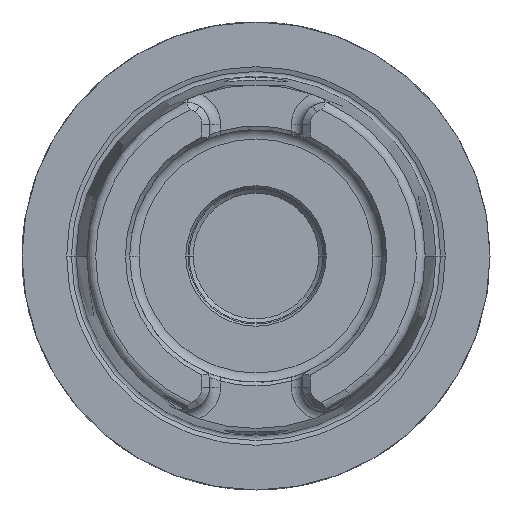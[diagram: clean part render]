
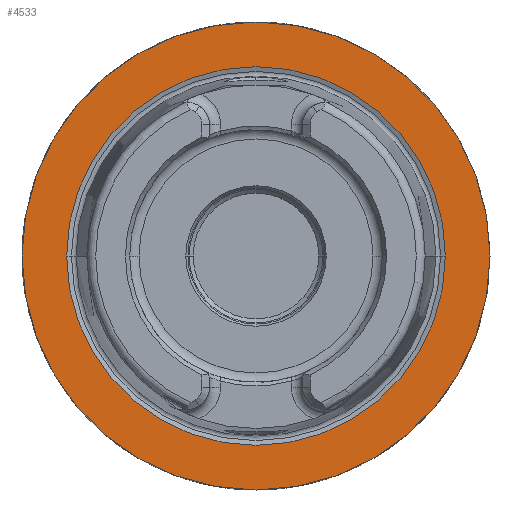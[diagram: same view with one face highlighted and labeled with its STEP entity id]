
A CAD part, left-side view. The second image highlights one B-rep face of the part: STEP entity #4533.
In plain terms, the highlighted planar face has unit normal (-1, 0, 0).
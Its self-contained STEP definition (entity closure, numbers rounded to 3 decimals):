
#1068=CARTESIAN_POINT('',(0.,0.,0.));
#1069=DIRECTION('',(1.,0.,0.));
#1070=DIRECTION('',(0.,1.,0.));
#1071=AXIS2_PLACEMENT_3D('',#1068,#1069,#1070);
#1073=CARTESIAN_POINT('',(0.,0.,0.));
#1074=DIRECTION('',(-1.,0.,0.));
#1075=DIRECTION('',(0.,1.,0.));
#1076=AXIS2_PLACEMENT_3D('',#1073,#1074,#1075);
#1078=CARTESIAN_POINT('',(0.,0.,0.));
#1079=DIRECTION('',(-1.,0.,0.));
#1080=DIRECTION('',(0.,-1.,0.));
#1081=AXIS2_PLACEMENT_3D('',#1078,#1079,#1080);
#1083=CARTESIAN_POINT('',(0.,0.,0.));
#1084=DIRECTION('',(-1.,0.,0.));
#1085=DIRECTION('',(0.,1.,0.));
#1086=AXIS2_PLACEMENT_3D('',#1083,#1084,#1085);
#2786=CARTESIAN_POINT('',(0.,31.5,0.));
#2787=CARTESIAN_POINT('',(0.,-31.5,0.));
#2788=VERTEX_POINT('',#2786);
#2789=VERTEX_POINT('',#2787);
#2814=CARTESIAN_POINT('',(0.,-25.49,0.));
#2815=VERTEX_POINT('',#2814);
#2816=CARTESIAN_POINT('',(0.,25.49,0.));
#2817=VERTEX_POINT('',#2816);
#4518=CARTESIAN_POINT('',(0.,0.,0.));
#4519=DIRECTION('',(1.,0.,0.));
#4520=DIRECTION('',(0.,-1.,0.));
#4521=AXIS2_PLACEMENT_3D('',#4518,#4519,#4520);
#4522=PLANE('',#4521);
#4524=ORIENTED_EDGE('',*,*,#4523,.T.);
#4526=ORIENTED_EDGE('',*,*,#4525,.F.);
#4527=EDGE_LOOP('',(#4524,#4526));
#4528=FACE_OUTER_BOUND('',#4527,.F.);
#4529=ORIENTED_EDGE('',*,*,#4513,.T.);
#4530=ORIENTED_EDGE('',*,*,#4497,.T.);
#4531=EDGE_LOOP('',(#4529,#4530));
#4532=FACE_BOUND('',#4531,.F.);
#4533=ADVANCED_FACE('',(#4528,#4532),#4522,.F.);
#1072=CIRCLE('',#1071,31.5);
#1077=CIRCLE('',#1076,31.5);
#1082=CIRCLE('',#1081,25.49);
#1087=CIRCLE('',#1086,25.49);
#4497=EDGE_CURVE('',#2817,#2815,#1087,.T.);
#4513=EDGE_CURVE('',#2815,#2817,#1082,.T.);
#4523=EDGE_CURVE('',#2788,#2789,#1072,.T.);
#4525=EDGE_CURVE('',#2788,#2789,#1077,.T.);
